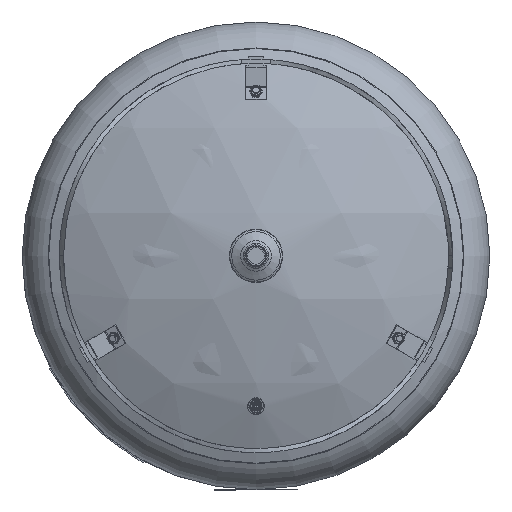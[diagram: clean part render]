
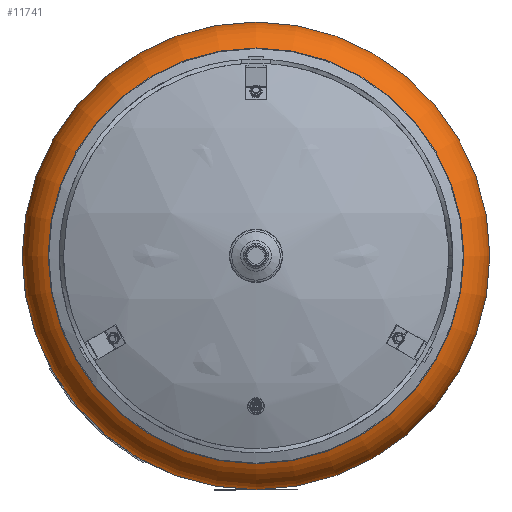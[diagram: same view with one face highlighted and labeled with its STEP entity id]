
A CAD part, front view. The second image highlights one B-rep face of the part: STEP entity #11741.
In plain terms, the highlighted toroidal (fillet/blend) face has major radius 224 mm and minor radius 56 mm.
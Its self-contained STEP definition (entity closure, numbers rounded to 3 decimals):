
#11569=CARTESIAN_POINT('',(248.889,-870.717,0.));
#11570=VERTEX_POINT('',#11569);
#11571=CARTESIAN_POINT('',(0.,-870.717,0.));
#11572=DIRECTION('',(0.0,-1.0,0.0));
#11573=DIRECTION('',(1.0,0.0,0.0));
#11574=AXIS2_PLACEMENT_3D('',#11571,#11572,#11573);
#11575=CIRCLE('',#11574,248.889);
#11576=EDGE_CURVE('',#11570,#11570,#11575,.T.);
#11715=CARTESIAN_POINT('',(280.,-820.551,0.));
#11716=VERTEX_POINT('',#11715);
#11717=CARTESIAN_POINT('',(0.,-820.551,0.));
#11718=DIRECTION('',(0.0,-1.0,0.0));
#11719=DIRECTION('',(1.0,0.0,0.0));
#11720=AXIS2_PLACEMENT_3D('',#11717,#11718,#11719);
#11721=CIRCLE('',#11720,280.);
#11722=EDGE_CURVE('',#11716,#11716,#11721,.T.);
#11730=CARTESIAN_POINT('',(0.,-820.551,0.));
#11731=DIRECTION('',(0.,-1.0,0.));
#11732=DIRECTION('',(0.0,0.0,1.0));
#11733=AXIS2_PLACEMENT_3D('',#11730,#11731,#11732);
#11734=TOROIDAL_SURFACE('',#11733,224.0,56.0);
#11735=ORIENTED_EDGE('',*,*,#11576,.F.);
#11736=EDGE_LOOP('',(#11735));
#11737=FACE_OUTER_BOUND('',#11736,.T.);
#11738=ORIENTED_EDGE('',*,*,#11722,.T.);
#11739=EDGE_LOOP('',(#11738));
#11740=FACE_BOUND('',#11739,.T.);
#11741=ADVANCED_FACE('',(#11737,#11740),#11734,.T.);
